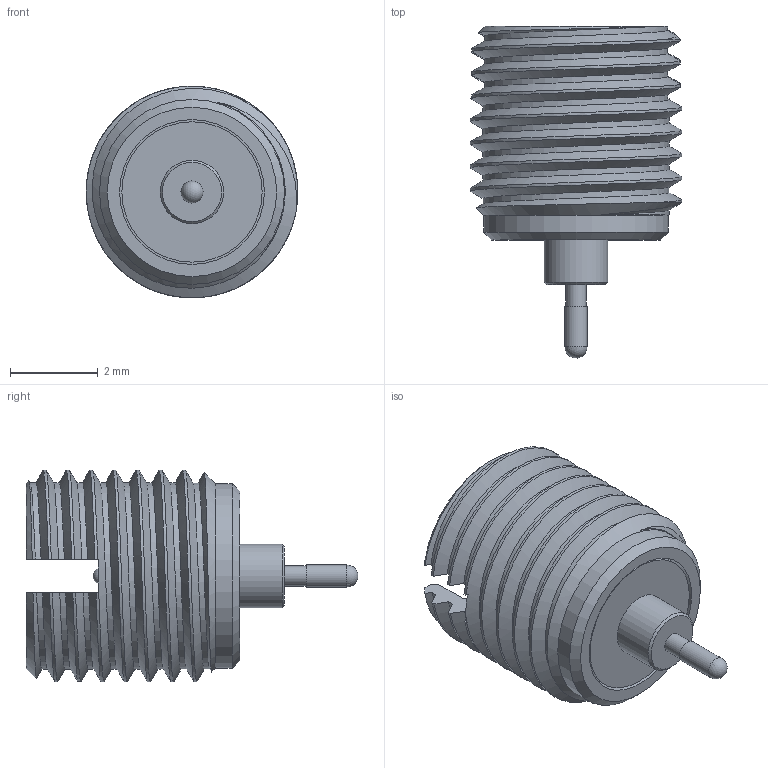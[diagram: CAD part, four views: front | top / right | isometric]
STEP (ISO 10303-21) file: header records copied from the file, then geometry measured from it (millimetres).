
FILE_DESCRIPTION (( 'STEP AP203' ), '1' );
FILE_NAME ('SC5512_3D.step', '2021-03-04T00:08:20', ( '' ), ( '' ), 'SwSTEP 2.0', 'SolidWorks 2020', '' );
FILE_SCHEMA (( 'CONFIG_CONTROL_DESIGN' ));
Length unit declared in the file: inch
Products named in the file (1): SC5512_3D
Bounding box: 4.83 x 7.57 x 4.83 mm (x, y, z)
Volume: 51.2 mm3; surface area: 191.9 mm2
Topology: 1 solids, 1 shells, 68 faces, 183 edges, 120 vertices
Faces by surface type: bspline 21, cylinder 19, plane 15, cone 11, sphere 2
Full cylindrical faces by diameter (mm): 0.381 x1, 0.457 x1, 0.508 x1, 0.786 x1, 1.448 x1, 2.946 x1, 3.175 x1, 3.2 x1, 3.302 x1, 4.216 x1
Entity records: 9266 total; most frequent: CARTESIAN_POINT 7879, ORIENTED_EDGE 312, DIRECTION 198, EDGE_CURVE 156, VERTEX_POINT 111, EDGE_LOOP 89, AXIS2_PLACEMENT_3D 85, FACE_OUTER_BOUND 78
